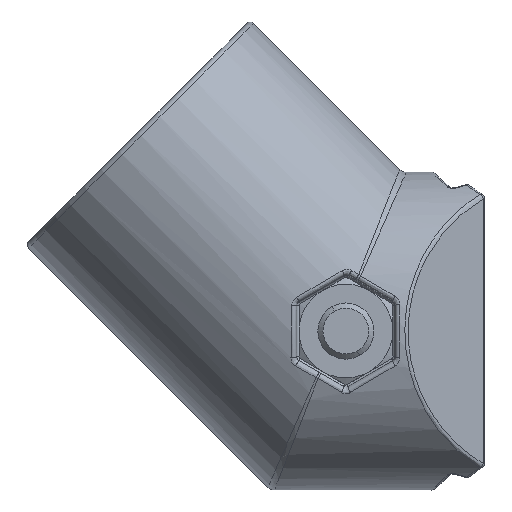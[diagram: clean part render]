
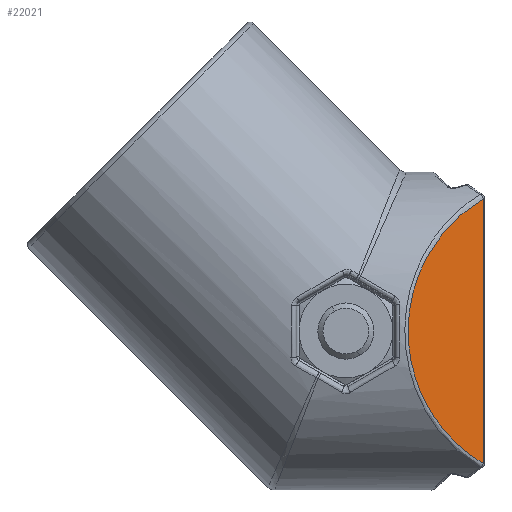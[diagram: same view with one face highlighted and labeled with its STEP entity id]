
A CAD part, left-side view. The second image highlights one B-rep face of the part: STEP entity #22021.
In plain terms, the highlighted face is planar.
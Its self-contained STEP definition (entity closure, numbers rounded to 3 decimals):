
#43 = ORIENTED_EDGE ( 'NONE', *, *, #12742, .T. ) ;
#1256 = CARTESIAN_POINT ( 'NONE',  ( 6.975, 20.304, -12.304 ) ) ;
#1826 = CARTESIAN_POINT ( 'NONE',  ( -16.993, 8.34, -0.34 ) ) ;
#2541 = CARTESIAN_POINT ( 'NONE',  ( 14.15, 8.34, -0.34 ) ) ;
#4443 = PLANE ( 'NONE',  #13487 ) ;
#6359 = CARTESIAN_POINT ( 'NONE',  ( -16.993, 16.5, -8.5 ) ) ;
#7088 = CARTESIAN_POINT ( 'NONE',  ( -14.15, 8.34, -0.34 ) ) ;
#8271 = DIRECTION ( 'NONE',  ( 0., -0.707, -0.707 ) ) ;
#9681 = DIRECTION ( 'NONE',  ( 1., 0., 0. ) ) ;
#10039 = VERTEX_POINT ( 'NONE', #2541 ) ;
#11165 = CARTESIAN_POINT ( 'NONE',  ( -14.15, 8.34, -0.34 ) ) ;
#12742 = EDGE_CURVE ( 'NONE', #17565, #10039, #18991, .T. ) ;
#12823 = CARTESIAN_POINT ( 'NONE',  ( 14.15, 8.34, -0.34 ) ) ;
#13487 = AXIS2_PLACEMENT_3D ( 'NONE', #6359, #8271, #21816 ) ;
#13514 = ORIENTED_EDGE ( 'NONE', *, *, #23768, .T. ) ;
#13747 = FACE_OUTER_BOUND ( 'NONE', #16646, .T. ) ;
#15483 =( BOUNDED_CURVE ( )  B_SPLINE_CURVE ( 3, ( #12823, #1256, #18655, #7088 ),
 .UNSPECIFIED., .F., .F. ) 
 B_SPLINE_CURVE_WITH_KNOTS ( ( 4, 4 ),
 ( 2.111, 4.172 ),
 .UNSPECIFIED. ) 
 CURVE ( )  GEOMETRIC_REPRESENTATION_ITEM ( )  RATIONAL_B_SPLINE_CURVE ( ( 1., 0.676, 0.676, 1. ) ) 
 REPRESENTATION_ITEM ( '' )  );
#16646 = EDGE_LOOP ( 'NONE', ( #43, #13514 ) ) ;
#17565 = VERTEX_POINT ( 'NONE', #11165 ) ;
#18655 = CARTESIAN_POINT ( 'NONE',  ( -6.975, 20.304, -12.304 ) ) ;
#18991 = LINE ( 'NONE', #1826, #23521 ) ;
#21816 = DIRECTION ( 'NONE',  ( 0., 0.707, -0.707 ) ) ;
#22021 = ADVANCED_FACE ( 'NONE', ( #13747 ), #4443, .F. ) ;
#23521 = VECTOR ( 'NONE', #9681, 1000. ) ;
#23768 = EDGE_CURVE ( 'NONE', #10039, #17565, #15483, .T. ) ;
